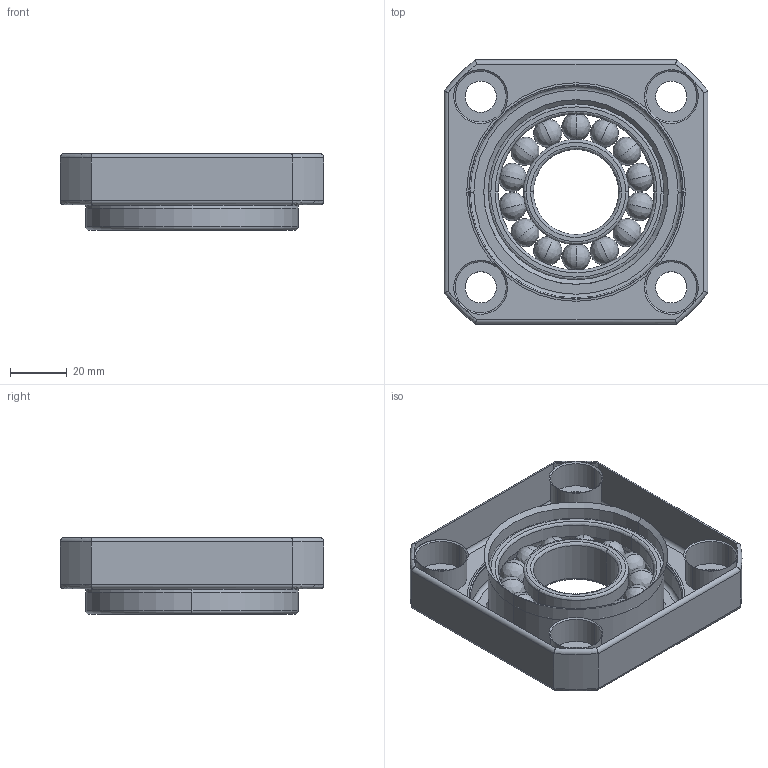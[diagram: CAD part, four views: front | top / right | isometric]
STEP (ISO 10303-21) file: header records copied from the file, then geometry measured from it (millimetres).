
FILE_DESCRIPTION (( 'STEP AP214' ), '1' );
FILE_NAME ('FF30疒玉.STEP', '2018-12-10T05:09:31', ( 'Windows 荤侩磊' ), ( '' ), 'SwSTEP 2.0', 'SolidWorks 2013', '' );
FILE_SCHEMA (( 'AUTOMOTIVE_DESIGN' ));
Length unit declared in the file: millimetre
Products named in the file (3): 6206ZZ; FF30_體(成_); FF30疒玉
Assembly tree (2 placements, depth 2):
  FF30疒玉
    FF30_體(成_)
    6206ZZ
Bounding box: 93 x 93 x 27 mm (x, y, z)
Volume: 118613.6 mm3; surface area: 41293.9 mm2
Topology: 17 solids, 17 shells, 140 faces, 330 edges, 170 vertices
Faces by surface type: bspline 50, cylinder 46, cone 16, plane 16, torus 12
Entity records: 4589 total; most frequent: CARTESIAN_POINT 1563, DIRECTION 600, ORIENTED_EDGE 548, EDGE_CURVE 274, AXIS2_PLACEMENT_3D 263, VERTEX_POINT 170, CIRCLE 168, EDGE_LOOP 156
